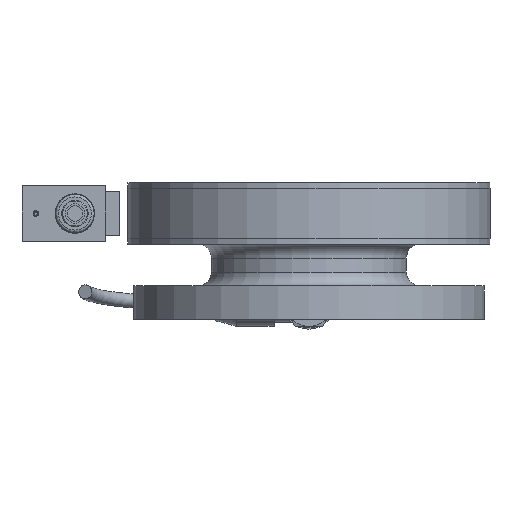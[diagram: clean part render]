
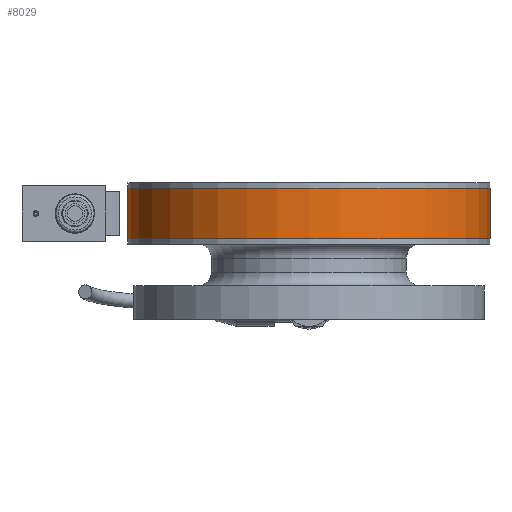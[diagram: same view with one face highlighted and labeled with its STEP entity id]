
A CAD part, left-side view. The second image highlights one B-rep face of the part: STEP entity #8029.
In plain terms, the highlighted cylindrical face has radius 65.01 mm (diameter 130.02 mm), a full revolution.
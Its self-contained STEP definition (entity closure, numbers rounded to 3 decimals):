
#67 = CARTESIAN_POINT ( 'NONE',  ( 2., 0., 65.01 ) ) ;
#2542 = ORIENTED_EDGE ( 'NONE', *, *, #19728, .F. ) ;
#3260 = DIRECTION ( 'NONE',  ( 0., 0., 1. ) ) ;
#4718 = AXIS2_PLACEMENT_3D ( 'NONE', #5449, #12174, #6958 ) ;
#5335 = CARTESIAN_POINT ( 'NONE',  ( 20., 0., 65.01 ) ) ;
#5449 = CARTESIAN_POINT ( 'NONE',  ( 0., 0., 0. ) ) ;
#6754 = AXIS2_PLACEMENT_3D ( 'NONE', #13918, #15862, #3260 ) ;
#6958 = DIRECTION ( 'NONE',  ( 0., 0., 1. ) ) ;
#7019 = EDGE_CURVE ( 'NONE', #15980, #15980, #20967, .T. ) ;
#7577 = EDGE_LOOP ( 'NONE', ( #16270 ) ) ;
#8029 = ADVANCED_FACE ( 'NONE', ( #12506, #21503 ), #21270, .T. ) ;
#12174 = DIRECTION ( 'NONE',  ( -1., 0., 0. ) ) ;
#12506 = FACE_OUTER_BOUND ( 'NONE', #13953, .T. ) ;
#12711 = DIRECTION ( 'NONE',  ( 0., 0., 1. ) ) ;
#13918 = CARTESIAN_POINT ( 'NONE',  ( 2., 0., 0. ) ) ;
#13953 = EDGE_LOOP ( 'NONE', ( #2542 ) ) ;
#15274 = CIRCLE ( 'NONE', #6754, 65.01 ) ;
#15862 = DIRECTION ( 'NONE',  ( -1., 0., 0. ) ) ;
#15980 = VERTEX_POINT ( 'NONE', #5335 ) ;
#16270 = ORIENTED_EDGE ( 'NONE', *, *, #7019, .T. ) ;
#18109 = VERTEX_POINT ( 'NONE', #67 ) ;
#19728 = EDGE_CURVE ( 'NONE', #18109, #18109, #15274, .T. ) ;
#19744 = CARTESIAN_POINT ( 'NONE',  ( 20., 0., 0. ) ) ;
#20967 = CIRCLE ( 'NONE', #22064, 65.01 ) ;
#21270 = CYLINDRICAL_SURFACE ( 'NONE', #4718, 65.01 ) ;
#21467 = DIRECTION ( 'NONE',  ( -1., 0., 0. ) ) ;
#21503 = FACE_OUTER_BOUND ( 'NONE', #7577, .T. ) ;
#22064 = AXIS2_PLACEMENT_3D ( 'NONE', #19744, #21467, #12711 ) ;
